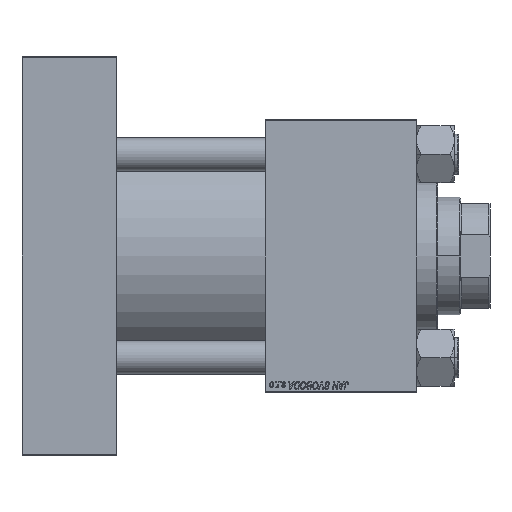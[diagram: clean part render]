
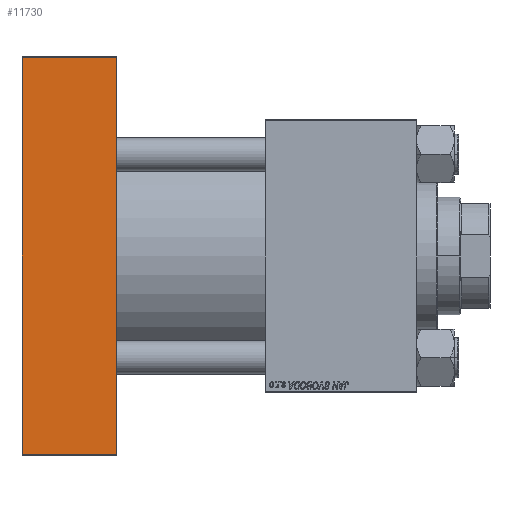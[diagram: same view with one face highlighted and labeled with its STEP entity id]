
A CAD part, front view. The second image highlights one B-rep face of the part: STEP entity #11730.
In plain terms, the highlighted planar face has unit normal (0, -1, 0).
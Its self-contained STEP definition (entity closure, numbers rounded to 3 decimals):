
#458 = EDGE_CURVE ( 'NONE', #7068, #45767, #17369, .T. ) ;
#6260 = DIRECTION ( 'NONE',  ( -1., 0., 0. ) ) ;
#7068 = VERTEX_POINT ( 'NONE', #28882 ) ;
#9319 = VECTOR ( 'NONE', #13101, 1000. ) ;
#9450 = DIRECTION ( 'NONE',  ( 0., 0., -1. ) ) ;
#10086 = CARTESIAN_POINT ( 'NONE',  ( 45., -65., 94.5 ) ) ;
#11298 = VERTEX_POINT ( 'NONE', #49957 ) ;
#11592 = ORIENTED_EDGE ( 'NONE', *, *, #29142, .T. ) ;
#11730 = ADVANCED_FACE ( 'NONE', ( #20930 ), #25256, .F. ) ;
#13101 = DIRECTION ( 'NONE',  ( 0., 0., -1. ) ) ;
#16428 = LINE ( 'NONE', #28425, #9319 ) ;
#17369 = LINE ( 'NONE', #20455, #23850 ) ;
#18951 = EDGE_CURVE ( 'NONE', #23258, #7068, #29501, .T. ) ;
#20455 = CARTESIAN_POINT ( 'NONE',  ( 0., -65., 95. ) ) ;
#20930 = FACE_OUTER_BOUND ( 'NONE', #36153, .T. ) ;
#21401 = CARTESIAN_POINT ( 'NONE',  ( 45., -65., 94.5 ) ) ;
#23258 = VERTEX_POINT ( 'NONE', #21401 ) ;
#23850 = VECTOR ( 'NONE', #9450, 1000. ) ;
#24007 = ORIENTED_EDGE ( 'NONE', *, *, #458, .T. ) ;
#24131 = AXIS2_PLACEMENT_3D ( 'NONE', #25007, #36979, #28566 ) ;
#24266 = VECTOR ( 'NONE', #43107, 1000. ) ;
#25007 = CARTESIAN_POINT ( 'NONE',  ( 45., -65., 95. ) ) ;
#25256 = PLANE ( 'NONE',  #24131 ) ;
#27030 = CARTESIAN_POINT ( 'NONE',  ( 45., -65., -94.5 ) ) ;
#28425 = CARTESIAN_POINT ( 'NONE',  ( 45., -65., 95. ) ) ;
#28566 = DIRECTION ( 'NONE',  ( 0., 0., 1. ) ) ;
#28882 = CARTESIAN_POINT ( 'NONE',  ( 0., -65., 94.5 ) ) ;
#29142 = EDGE_CURVE ( 'NONE', #45767, #11298, #50525, .T. ) ;
#29501 = LINE ( 'NONE', #10086, #48505 ) ;
#30591 = ORIENTED_EDGE ( 'NONE', *, *, #18951, .T. ) ;
#31994 = CARTESIAN_POINT ( 'NONE',  ( 0., -65., -94.5 ) ) ;
#36153 = EDGE_LOOP ( 'NONE', ( #24007, #11592, #37640, #30591 ) ) ;
#36979 = DIRECTION ( 'NONE',  ( 0., 1., 0. ) ) ;
#37640 = ORIENTED_EDGE ( 'NONE', *, *, #46782, .F. ) ;
#43107 = DIRECTION ( 'NONE',  ( 1., 0., 0. ) ) ;
#45767 = VERTEX_POINT ( 'NONE', #31994 ) ;
#46782 = EDGE_CURVE ( 'NONE', #23258, #11298, #16428, .T. ) ;
#48505 = VECTOR ( 'NONE', #6260, 1000. ) ;
#49957 = CARTESIAN_POINT ( 'NONE',  ( 45., -65., -94.5 ) ) ;
#50525 = LINE ( 'NONE', #27030, #24266 ) ;
